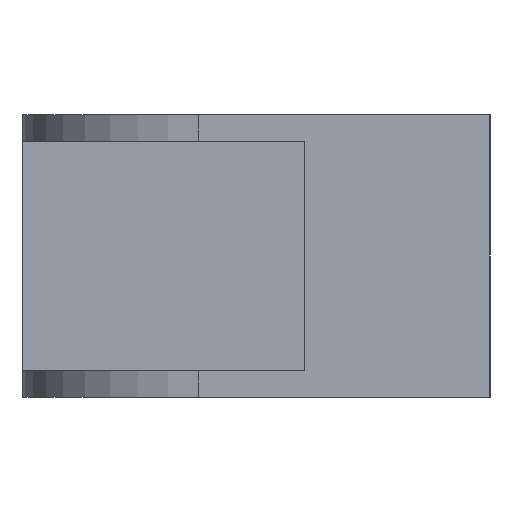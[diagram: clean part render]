
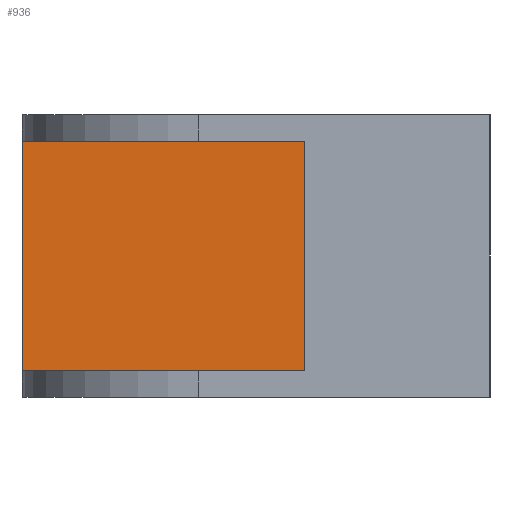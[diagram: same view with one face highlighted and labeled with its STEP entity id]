
A CAD part, left-side view. The second image highlights one B-rep face of the part: STEP entity #936.
In plain terms, the highlighted planar face has unit normal (-1, 0, 0).
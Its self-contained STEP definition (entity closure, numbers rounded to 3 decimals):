
#5 = EDGE_CURVE ( 'NONE', #795, #898, #1017, .T. ) ;
#21 = LINE ( 'NONE', #273, #967 ) ;
#39 = DIRECTION ( 'NONE',  ( 0., 1., 0. ) ) ;
#50 = EDGE_CURVE ( 'NONE', #805, #795, #577, .T. ) ;
#86 = CARTESIAN_POINT ( 'NONE',  ( -104., 53., 16. ) ) ;
#126 = VECTOR ( 'NONE', #591, 1000. ) ;
#127 = CARTESIAN_POINT ( 'NONE',  ( -104., 21., -13. ) ) ;
#147 = EDGE_LOOP ( 'NONE', ( #1090, #997, #207, #461 ) ) ;
#207 = ORIENTED_EDGE ( 'NONE', *, *, #695, .T. ) ;
#213 = VECTOR ( 'NONE', #487, 1000. ) ;
#236 = EDGE_CURVE ( 'NONE', #805, #950, #21, .T. ) ;
#273 = CARTESIAN_POINT ( 'NONE',  ( -104., 21., -13. ) ) ;
#350 = DIRECTION ( 'NONE',  ( 0., 0., 1. ) ) ;
#366 = CARTESIAN_POINT ( 'NONE',  ( -104., 53., 13. ) ) ;
#416 = VECTOR ( 'NONE', #39, 1000. ) ;
#461 = ORIENTED_EDGE ( 'NONE', *, *, #5, .F. ) ;
#476 = CARTESIAN_POINT ( 'NONE',  ( -104., 21., 13. ) ) ;
#485 = DIRECTION ( 'NONE',  ( 0., 0., -1. ) ) ;
#487 = DIRECTION ( 'NONE',  ( 0., 1., 0. ) ) ;
#526 = CARTESIAN_POINT ( 'NONE',  ( -104., 53., -13. ) ) ;
#562 = PLANE ( 'NONE',  #813 ) ;
#577 = LINE ( 'NONE', #926, #213 ) ;
#591 = DIRECTION ( 'NONE',  ( 0., 0., 1. ) ) ;
#639 = CARTESIAN_POINT ( 'NONE',  ( -104., 21., 13. ) ) ;
#695 = EDGE_CURVE ( 'NONE', #950, #898, #794, .T. ) ;
#733 = CARTESIAN_POINT ( 'NONE',  ( -104., 21., -13. ) ) ;
#794 = LINE ( 'NONE', #639, #416 ) ;
#795 = VERTEX_POINT ( 'NONE', #526 ) ;
#805 = VERTEX_POINT ( 'NONE', #127 ) ;
#813 = AXIS2_PLACEMENT_3D ( 'NONE', #733, #1001, #485 ) ;
#898 = VERTEX_POINT ( 'NONE', #366 ) ;
#926 = CARTESIAN_POINT ( 'NONE',  ( -104., 21., -13. ) ) ;
#936 = ADVANCED_FACE ( 'PLANAR_15', ( #1005 ), #562, .F. ) ;
#950 = VERTEX_POINT ( 'NONE', #476 ) ;
#967 = VECTOR ( 'NONE', #350, 1000. ) ;
#997 = ORIENTED_EDGE ( 'NONE', *, *, #236, .T. ) ;
#1001 = DIRECTION ( 'NONE',  ( 1., 0., 0. ) ) ;
#1005 = FACE_OUTER_BOUND ( 'NONE', #147, .T. ) ;
#1017 = LINE ( 'NONE', #86, #126 ) ;
#1090 = ORIENTED_EDGE ( 'NONE', *, *, #50, .F. ) ;
